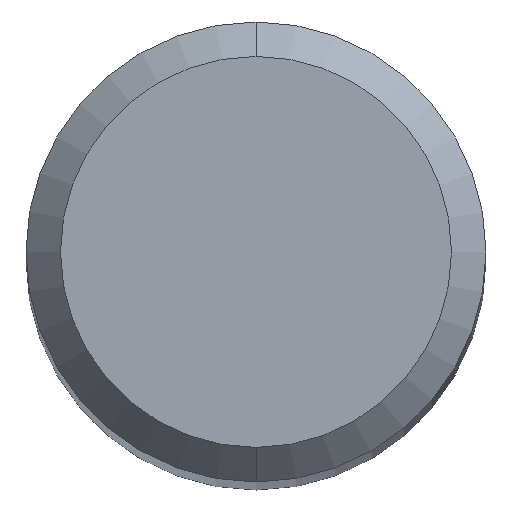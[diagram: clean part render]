
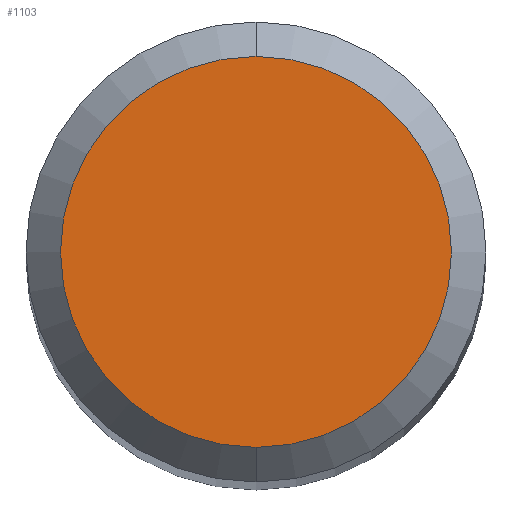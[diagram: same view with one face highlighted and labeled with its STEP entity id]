
A CAD part, top view. The second image highlights one B-rep face of the part: STEP entity #1103.
In plain terms, the highlighted planar face has unit normal (0, 0, 1).
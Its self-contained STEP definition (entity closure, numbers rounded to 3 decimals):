
#487=EDGE_CURVE('',#1213,#577,#1345,.T.);
#497=EDGE_CURVE('',#577,#1213,#1356,.T.);
#577=VERTEX_POINT('',#1446);
#1103=ADVANCED_FACE('',(#2012),#2013,.T.);
#1213=VERTEX_POINT('',#2133);
#1345=CIRCLE('',#2448,1.7);
#1356=CIRCLE('',#2466,1.7);
#1446=CARTESIAN_POINT('',(0.0,1.7,0.0));
#2012=FACE_OUTER_BOUND('',#5346,.T.);
#2013=PLANE('',#5347);
#2133=CARTESIAN_POINT('',(0.,-1.7,0.0));
#2448=AXIS2_PLACEMENT_3D('',#6341,#6342,#6343);
#2466=AXIS2_PLACEMENT_3D('',#6360,#6361,#6362);
#5346=EDGE_LOOP('',(#7003,#7004));
#5347=AXIS2_PLACEMENT_3D('',#7005,#7006,#7007);
#6341=CARTESIAN_POINT('',(0.0,0.0,0.0));
#6342=DIRECTION('',(0.0,0.0,-1.0));
#6343=DIRECTION('',(0.0,1.0,0.0));
#6360=CARTESIAN_POINT('',(0.0,0.0,0.0));
#6361=DIRECTION('',(0.0,0.0,-1.0));
#6362=DIRECTION('',(0.0,1.0,0.0));
#7003=ORIENTED_EDGE('',*,*,#497,.F.);
#7004=ORIENTED_EDGE('',*,*,#487,.F.);
#7005=CARTESIAN_POINT('',(0.0,0.85,0.0));
#7006=DIRECTION('',(-0.0,0.0,1.0));
#7007=DIRECTION('',(0.0,-1.0,0.0));
